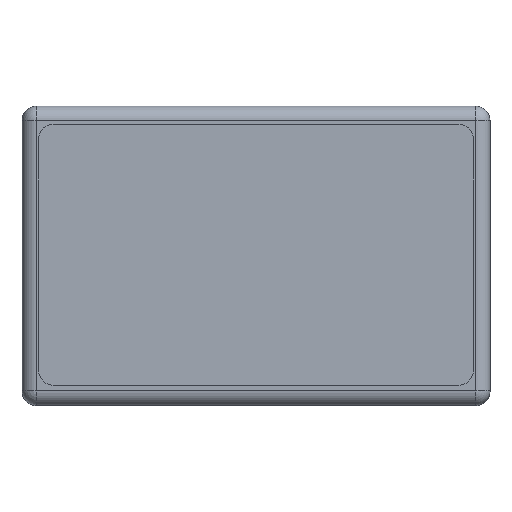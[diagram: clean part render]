
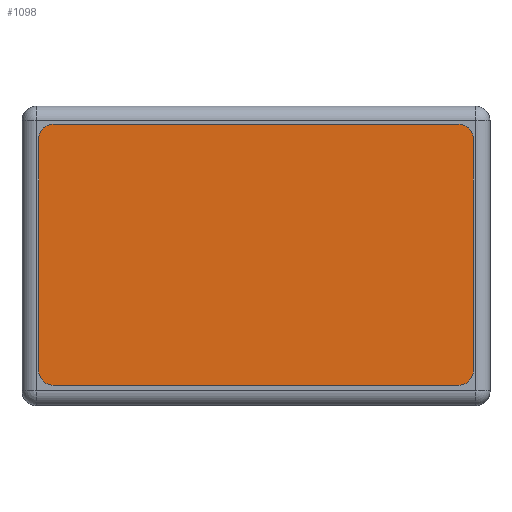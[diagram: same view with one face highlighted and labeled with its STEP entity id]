
A CAD part, top view. The second image highlights one B-rep face of the part: STEP entity #1098.
In plain terms, the highlighted planar face has unit normal (0, 0, 1).
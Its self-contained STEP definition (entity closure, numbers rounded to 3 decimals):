
#832=CARTESIAN_POINT('',(-14.,-9.,10.5));
#833=VERTEX_POINT('',#832);
#834=CARTESIAN_POINT('',(-15.,-8.,10.5));
#835=VERTEX_POINT('',#834);
#836=CARTESIAN_POINT('',(-14.,-8.,10.5));
#837=DIRECTION('',(0.0,0.0,-1.));
#838=DIRECTION('',(-0.707,-0.707,0.0));
#839=AXIS2_PLACEMENT_3D('',#836,#837,#838);
#840=CIRCLE('',#839,1.);
#841=EDGE_CURVE('',#833,#835,#840,.T.);
#874=CARTESIAN_POINT('',(-15.,8.0,10.5));
#875=VERTEX_POINT('',#874);
#876=CARTESIAN_POINT('',(-15.,-8.,10.5));
#877=DIRECTION('',(0.0,1.0,0.0));
#878=VECTOR('',#877,16.);
#879=LINE('',#876,#878);
#880=EDGE_CURVE('',#835,#875,#879,.T.);
#905=CARTESIAN_POINT('',(-14.,9.0,10.5));
#906=VERTEX_POINT('',#905);
#907=CARTESIAN_POINT('',(-14.,8.0,10.5));
#908=DIRECTION('',(0.0,0.0,-1.));
#909=DIRECTION('',(-0.707,0.707,0.0));
#910=AXIS2_PLACEMENT_3D('',#907,#908,#909);
#911=CIRCLE('',#910,1.);
#912=EDGE_CURVE('',#875,#906,#911,.T.);
#938=CARTESIAN_POINT('',(14.0,9.0,10.5));
#939=VERTEX_POINT('',#938);
#940=CARTESIAN_POINT('',(-14.,9.0,10.5));
#941=DIRECTION('',(1.0,0.0,0.0));
#942=VECTOR('',#941,28.);
#943=LINE('',#940,#942);
#944=EDGE_CURVE('',#906,#939,#943,.T.);
#969=CARTESIAN_POINT('',(15.0,8.0,10.5));
#970=VERTEX_POINT('',#969);
#971=CARTESIAN_POINT('',(14.0,8.0,10.5));
#972=DIRECTION('',(0.0,0.0,-1.));
#973=DIRECTION('',(0.707,0.707,0.0));
#974=AXIS2_PLACEMENT_3D('',#971,#972,#973);
#975=CIRCLE('',#974,1.);
#976=EDGE_CURVE('',#939,#970,#975,.T.);
#1002=CARTESIAN_POINT('',(15.,-8.,10.5));
#1003=VERTEX_POINT('',#1002);
#1004=CARTESIAN_POINT('',(15.0,8.0,10.5));
#1005=DIRECTION('',(0.0,-1.0,0.0));
#1006=VECTOR('',#1005,16.0);
#1007=LINE('',#1004,#1006);
#1008=EDGE_CURVE('',#970,#1003,#1007,.T.);
#1033=CARTESIAN_POINT('',(14.,-9.0,10.5));
#1034=VERTEX_POINT('',#1033);
#1035=CARTESIAN_POINT('',(14.,-8.,10.5));
#1036=DIRECTION('',(0.0,0.0,-1.));
#1037=DIRECTION('',(0.707,-0.707,0.0));
#1038=AXIS2_PLACEMENT_3D('',#1035,#1036,#1037);
#1039=CIRCLE('',#1038,1.);
#1040=EDGE_CURVE('',#1003,#1034,#1039,.T.);
#1066=CARTESIAN_POINT('',(14.,-9.0,10.5));
#1067=DIRECTION('',(-1.0,0.0,0.0));
#1068=VECTOR('',#1067,28.);
#1069=LINE('',#1066,#1068);
#1070=EDGE_CURVE('',#1034,#833,#1069,.T.);
#1083=CARTESIAN_POINT('',(0.,0.,10.5));
#1084=DIRECTION('',(0.0,0.0,1.0));
#1085=DIRECTION('',(1.0,0.0,0.0));
#1086=AXIS2_PLACEMENT_3D('',#1083,#1084,#1085);
#1087=PLANE('',#1086);
#1088=ORIENTED_EDGE('',*,*,#841,.F.);
#1089=ORIENTED_EDGE('',*,*,#1070,.F.);
#1090=ORIENTED_EDGE('',*,*,#1040,.F.);
#1091=ORIENTED_EDGE('',*,*,#1008,.F.);
#1092=ORIENTED_EDGE('',*,*,#976,.F.);
#1093=ORIENTED_EDGE('',*,*,#944,.F.);
#1094=ORIENTED_EDGE('',*,*,#912,.F.);
#1095=ORIENTED_EDGE('',*,*,#880,.F.);
#1096=EDGE_LOOP('',(#1088,#1089,#1090,#1091,#1092,#1093,#1094,#1095));
#1097=FACE_OUTER_BOUND('',#1096,.T.);
#1098=ADVANCED_FACE('',(#1097),#1087,.T.);
